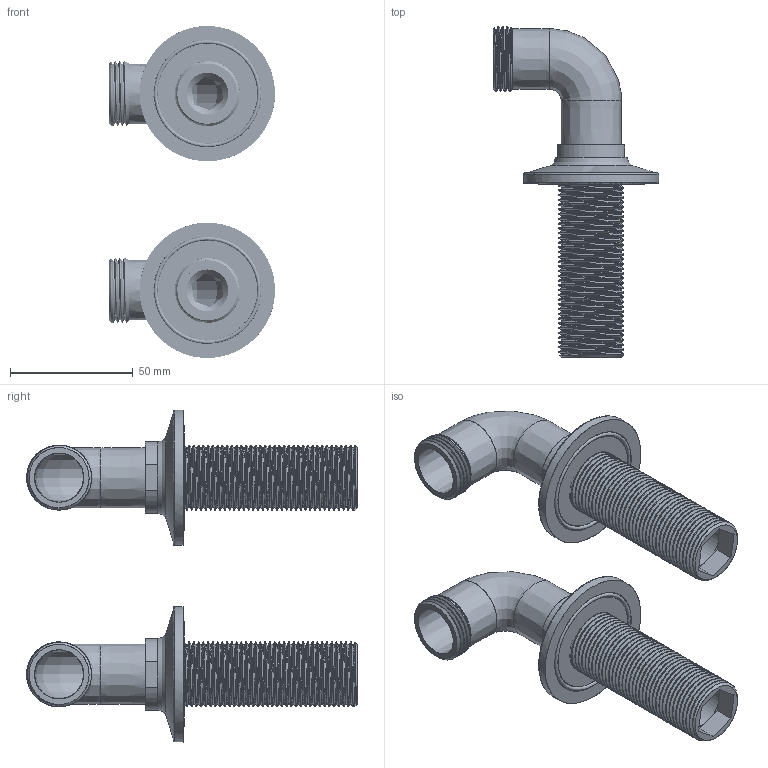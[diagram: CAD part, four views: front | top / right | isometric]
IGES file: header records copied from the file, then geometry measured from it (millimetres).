
Global section: file name: T17-2.igs; native system: NX V6.0; preprocessor: SIEMENS UGS NX 6.0; date: 20140909.125254; units: millimetre
Bounding box: 67.5 x 134.5 x 135 mm (x, y, z)
Surface area: 75512.2 mm2 (no closed solid volume)
Topology: 0 solids, 0 shells, 442 faces, 3756 edges, 3700 vertices
Faces by surface type: bspline 442
